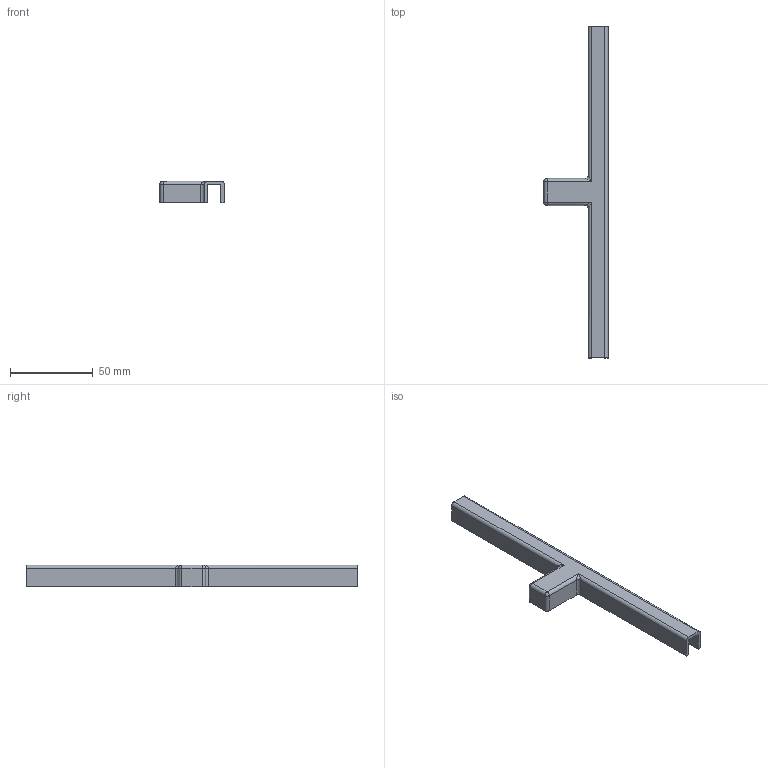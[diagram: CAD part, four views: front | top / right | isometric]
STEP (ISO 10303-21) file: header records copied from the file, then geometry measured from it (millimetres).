
FILE_DESCRIPTION (( 'STEP AP214' ), '1' );
FILE_NAME ('Conduit 200.STEP', '2023-06-09T21:00:37', ( '' ), ( '' ), 'SwSTEP 2.0', 'SolidWorks 2022', '' );
FILE_SCHEMA (( 'AUTOMOTIVE_DESIGN' ));
Length unit declared in the file: millimetre
Products named in the file (1): Conduit 200
Bounding box: 38.8 x 200 x 13 mm (x, y, z)
Volume: 15540.5 mm3; surface area: 16399.8 mm2
Topology: 1 solids, 1 shells, 36 faces, 94 edges, 56 vertices
Faces by surface type: plane 22, cylinder 10, sphere 2, bspline 2
Entity records: 1174 total; most frequent: CARTESIAN_POINT 289, ORIENTED_EDGE 180, DIRECTION 172, EDGE_CURVE 90, LINE 70, VECTOR 70, VERTEX_POINT 56, AXIS2_PLACEMENT_3D 51
